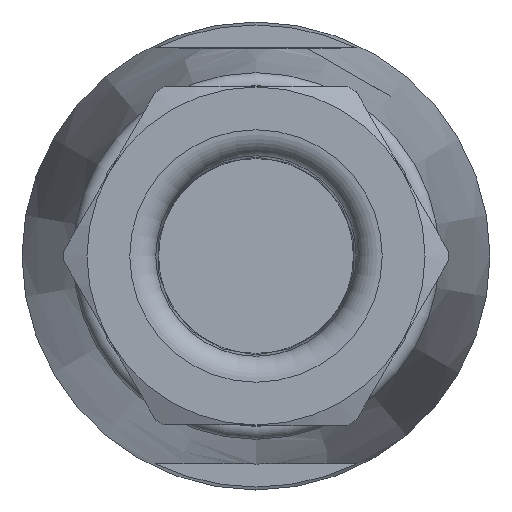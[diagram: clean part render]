
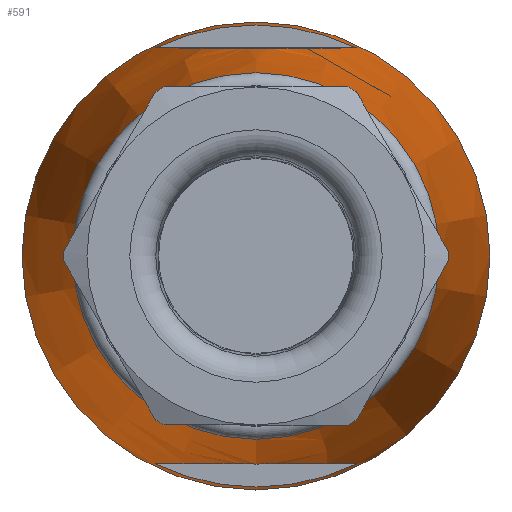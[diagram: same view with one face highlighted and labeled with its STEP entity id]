
A CAD part, left-side view. The second image highlights one B-rep face of the part: STEP entity #591.
In plain terms, the highlighted conical face has half-angle 6.52 degrees and reference radius 9 mm.
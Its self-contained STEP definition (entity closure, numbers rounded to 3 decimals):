
#331=CONICAL_SURFACE('',#2500,9.,6.52);
#591=ADVANCED_FACE('',(#928,#929,#930,#931),#331,.T.);
#760=B_SPLINE_CURVE_WITH_KNOTS('',3,(#5244,#5245,#5246,#5247,#5248,#5249,
#5250,#5251,#5252,#5253,#5254,#5255,#5256,#5257,#5258,#5259,#5260,#5261),
 .UNSPECIFIED.,.F.,.F.,(4,2,2,2,2,2,2,2,4),(0.,0.25,0.375,0.438,0.5,0.563,
0.625,0.75,1.),.UNSPECIFIED.);
#761=B_SPLINE_CURVE_WITH_KNOTS('',3,(#5268,#5269,#5270,#5271,#5272,#5273,
#5274,#5275,#5276,#5277,#5278,#5279,#5280,#5281,#5282,#5283,#5284,#5285),
 .UNSPECIFIED.,.F.,.F.,(4,2,2,2,2,2,2,2,4),(0.,0.25,0.375,0.438,0.5,0.563,
0.625,0.75,1.),.UNSPECIFIED.);
#928=FACE_BOUND('',#1169,.T.);
#929=FACE_BOUND('',#1170,.T.);
#930=FACE_BOUND('',#1171,.T.);
#931=FACE_BOUND('',#1172,.T.);
#1169=EDGE_LOOP('',(#1635));
#1170=EDGE_LOOP('',(#1636));
#1171=EDGE_LOOP('',(#1637,#1638));
#1172=EDGE_LOOP('',(#1639,#1640));
#1635=ORIENTED_EDGE('',*,*,#2055,.T.);
#1636=ORIENTED_EDGE('',*,*,#2054,.F.);
#1637=ORIENTED_EDGE('',*,*,#2053,.T.);
#1638=ORIENTED_EDGE('',*,*,#2052,.T.);
#1639=ORIENTED_EDGE('',*,*,#2050,.F.);
#1640=ORIENTED_EDGE('',*,*,#2048,.F.);
#1816=VERTEX_POINT('',#5240);
#1817=VERTEX_POINT('',#5241);
#1818=VERTEX_POINT('',#5264);
#1819=VERTEX_POINT('',#5265);
#1820=VERTEX_POINT('',#5288);
#1821=VERTEX_POINT('',#5291);
#2048=EDGE_CURVE('',#1816,#1817,#2211,.T.);
#2050=EDGE_CURVE('',#1817,#1816,#760,.T.);
#2052=EDGE_CURVE('',#1819,#1818,#2212,.T.);
#2053=EDGE_CURVE('',#1818,#1819,#761,.T.);
#2054=EDGE_CURVE('',#1820,#1820,#2213,.T.);
#2055=EDGE_CURVE('',#1821,#1821,#2214,.T.);
#2211=CIRCLE('',#2491,8.886);
#2212=CIRCLE('',#2494,8.886);
#2213=CIRCLE('',#2497,7.051);
#2214=CIRCLE('',#2499,9.);
#2491=AXIS2_PLACEMENT_3D('',#5239,#3096,#3097);
#2494=AXIS2_PLACEMENT_3D('',#5266,#3104,#3105);
#2497=AXIS2_PLACEMENT_3D('',#5287,#3110,#3111);
#2499=AXIS2_PLACEMENT_3D('',#5290,#3114,#3115);
#2500=AXIS2_PLACEMENT_3D('',#5292,#3116,#3117);
#3096=DIRECTION('',(-1.,0.,0.));
#3097=DIRECTION('',(0.,1.,0.));
#3104=DIRECTION('',(1.,0.,0.));
#3105=DIRECTION('',(0.,-1.,0.));
#3110=DIRECTION('',(-1.,0.,0.));
#3111=DIRECTION('',(0.,0.,-1.));
#3114=DIRECTION('',(-1.,0.,0.));
#3115=DIRECTION('',(0.,0.,-1.));
#3116=DIRECTION('',(1.,0.,0.));
#3117=DIRECTION('',(0.,0.,1.));
#5239=CARTESIAN_POINT('',(-1.5,0.,0.));
#5240=CARTESIAN_POINT('',(-1.5,-3.867,8.));
#5241=CARTESIAN_POINT('',(-1.5,3.867,8.));
#5244=CARTESIAN_POINT('',(-1.5,3.867,8.));
#5245=CARTESIAN_POINT('',(-2.925,3.493,8.));
#5246=CARTESIAN_POINT('',(-4.341,3.088,8.));
#5247=CARTESIAN_POINT('',(-6.42,2.311,8.));
#5248=CARTESIAN_POINT('',(-7.115,2.023,8.));
#5249=CARTESIAN_POINT('',(-8.091,1.473,8.));
#5250=CARTESIAN_POINT('',(-8.405,1.272,8.));
#5251=CARTESIAN_POINT('',(-8.962,0.769,8.));
#5252=CARTESIAN_POINT('',(-9.222,0.445,8.));
#5253=CARTESIAN_POINT('',(-9.274,-0.324,8.));
#5254=CARTESIAN_POINT('',(-9.041,-0.673,8.));
#5255=CARTESIAN_POINT('',(-8.5,-1.203,8.));
#5256=CARTESIAN_POINT('',(-8.18,-1.416,8.));
#5257=CARTESIAN_POINT('',(-7.205,-1.983,8.));
#5258=CARTESIAN_POINT('',(-6.506,-2.276,8.));
#5259=CARTESIAN_POINT('',(-4.392,-3.074,8.));
#5260=CARTESIAN_POINT('',(-2.95,-3.487,8.));
#5261=CARTESIAN_POINT('',(-1.5,-3.867,8.));
#5264=CARTESIAN_POINT('',(-1.5,3.867,-8.));
#5265=CARTESIAN_POINT('',(-1.5,-3.867,-8.));
#5266=CARTESIAN_POINT('',(-1.5,0.,0.));
#5268=CARTESIAN_POINT('',(-1.5,3.867,-8.));
#5269=CARTESIAN_POINT('',(-2.925,3.493,-8.));
#5270=CARTESIAN_POINT('',(-4.341,3.088,-8.));
#5271=CARTESIAN_POINT('',(-6.42,2.311,-8.));
#5272=CARTESIAN_POINT('',(-7.115,2.023,-8.));
#5273=CARTESIAN_POINT('',(-8.091,1.473,-8.));
#5274=CARTESIAN_POINT('',(-8.405,1.272,-8.));
#5275=CARTESIAN_POINT('',(-8.962,0.769,-8.));
#5276=CARTESIAN_POINT('',(-9.222,0.445,-8.));
#5277=CARTESIAN_POINT('',(-9.274,-0.324,-8.));
#5278=CARTESIAN_POINT('',(-9.041,-0.673,-8.));
#5279=CARTESIAN_POINT('',(-8.5,-1.203,-8.));
#5280=CARTESIAN_POINT('',(-8.18,-1.416,-8.));
#5281=CARTESIAN_POINT('',(-7.205,-1.983,-8.));
#5282=CARTESIAN_POINT('',(-6.506,-2.276,-8.));
#5283=CARTESIAN_POINT('',(-4.392,-3.074,-8.));
#5284=CARTESIAN_POINT('',(-2.95,-3.487,-8.));
#5285=CARTESIAN_POINT('',(-1.5,-3.867,-8.));
#5287=CARTESIAN_POINT('',(-17.557,0.,0.));
#5288=CARTESIAN_POINT('',(-17.557,0.,-7.051));
#5290=CARTESIAN_POINT('',(-0.5,0.,0.));
#5291=CARTESIAN_POINT('',(-0.5,0.,-9.));
#5292=CARTESIAN_POINT('',(-0.5,0.,0.));
